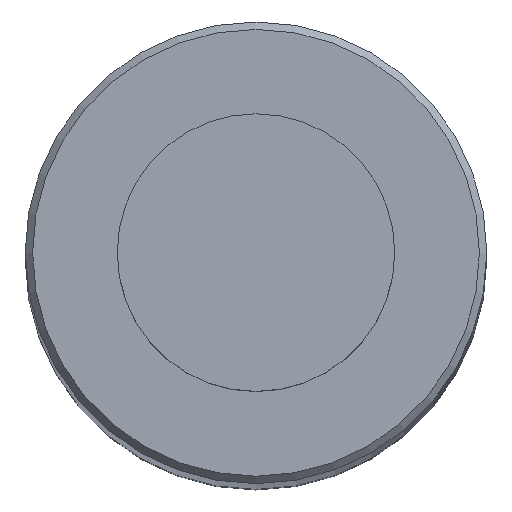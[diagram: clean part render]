
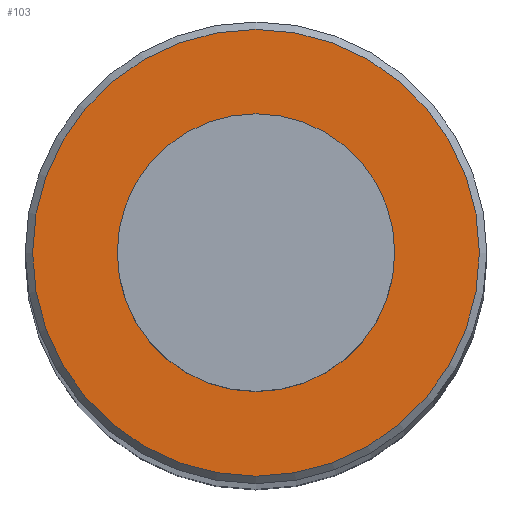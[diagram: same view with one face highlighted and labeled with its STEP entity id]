
A CAD part, top view. The second image highlights one B-rep face of the part: STEP entity #103.
In plain terms, the highlighted planar face has unit normal (0, 0, 1).
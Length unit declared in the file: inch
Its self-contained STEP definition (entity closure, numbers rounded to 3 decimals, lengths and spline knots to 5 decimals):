
#3 = ORIENTED_EDGE ( 'NONE', *, *, #213, .T. ) ;
#10 = CARTESIAN_POINT ( 'NONE',  ( 0.187, 0., 5.965 ) ) ;
#14 = CARTESIAN_POINT ( 'NONE',  ( 0., 0., 5.965 ) ) ;
#16 = VERTEX_POINT ( 'NONE', #10 ) ;
#31 = EDGE_CURVE ( 'NONE', #16, #16, #188, .T. ) ;
#38 = VERTEX_POINT ( 'NONE', #116 ) ;
#39 = CARTESIAN_POINT ( 'NONE',  ( 0., 0., 5.965 ) ) ;
#58 = DIRECTION ( 'NONE',  ( 1., 0., 0. ) ) ;
#86 = CARTESIAN_POINT ( 'NONE',  ( 0., 0., 5.965 ) ) ;
#91 = CIRCLE ( 'NONE', #101, 0.301 ) ;
#98 = AXIS2_PLACEMENT_3D ( 'NONE', #86, #241, #58 ) ;
#101 = AXIS2_PLACEMENT_3D ( 'NONE', #14, #200, #203 ) ;
#103 = ADVANCED_FACE ( 'NONE', ( #107, #296 ), #157, .T. ) ;
#107 = FACE_OUTER_BOUND ( 'NONE', #198, .T. ) ;
#116 = CARTESIAN_POINT ( 'NONE',  ( 0.301, 0., 5.965 ) ) ;
#139 = DIRECTION ( 'NONE',  ( 0., 0., 1. ) ) ;
#157 = PLANE ( 'NONE',  #240 ) ;
#188 = CIRCLE ( 'NONE', #98, 0.187 ) ;
#198 = EDGE_LOOP ( 'NONE', ( #3 ) ) ;
#200 = DIRECTION ( 'NONE',  ( 0., 0., 1. ) ) ;
#203 = DIRECTION ( 'NONE',  ( 1., 0., 0. ) ) ;
#213 = EDGE_CURVE ( 'NONE', #38, #38, #91, .T. ) ;
#240 = AXIS2_PLACEMENT_3D ( 'NONE', #39, #139, #333 ) ;
#241 = DIRECTION ( 'NONE',  ( 0., 0., 1. ) ) ;
#278 = EDGE_LOOP ( 'NONE', ( #301 ) ) ;
#296 = FACE_BOUND ( 'NONE', #278, .T. ) ;
#301 = ORIENTED_EDGE ( 'NONE', *, *, #31, .F. ) ;
#333 = DIRECTION ( 'NONE',  ( 1., 0., 0. ) ) ;
